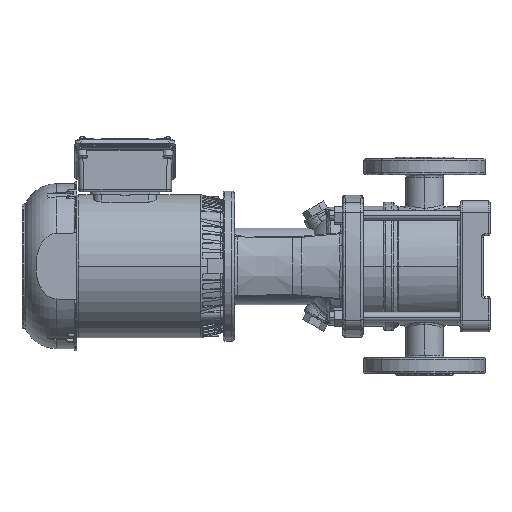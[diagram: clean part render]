
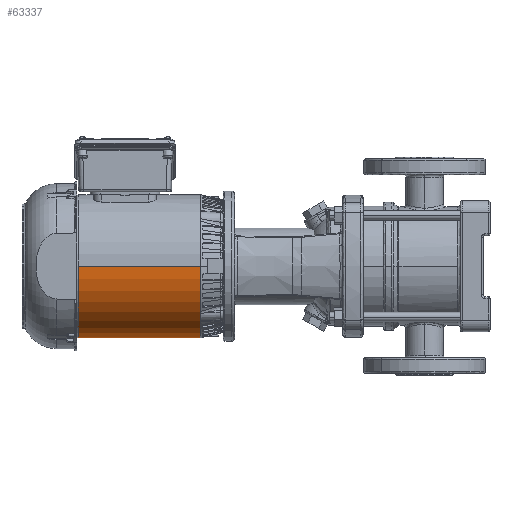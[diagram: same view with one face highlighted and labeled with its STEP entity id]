
A CAD part, left-side view. The second image highlights one B-rep face of the part: STEP entity #63337.
In plain terms, the highlighted cylindrical face has radius 81.875 mm (diameter 163.75 mm), a partial arc.
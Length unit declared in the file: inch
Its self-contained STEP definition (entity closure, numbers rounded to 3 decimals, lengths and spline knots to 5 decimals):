
#5628 = CARTESIAN_POINT ( 'NONE',  ( 3.52765, -2.54755, 0. ) ) ;
#6042 = EDGE_CURVE ( 'NONE', #8467, #8290, #55430, .T. ) ;
#8290 = VERTEX_POINT ( 'NONE', #70698 ) ;
#8467 = VERTEX_POINT ( 'NONE', #99162 ) ;
#9941 = DIRECTION ( 'NONE',  ( 1., 0., 0. ) ) ;
#10512 = CARTESIAN_POINT ( 'NONE',  ( -1.98416, 0.67588, 0. ) ) ;
#12951 = CARTESIAN_POINT ( 'NONE',  ( 24.55814, 0.67588, 0. ) ) ;
#17315 = EDGE_LOOP ( 'NONE', ( #81425, #105423, #71787, #93209 ) ) ;
#20095 = DIRECTION ( 'NONE',  ( 0., -1., 0. ) ) ;
#21589 = EDGE_CURVE ( 'NONE', #8467, #34013, #31134, .T. ) ;
#22172 = CARTESIAN_POINT ( 'NONE',  ( 24.55814, -2.54755, 0. ) ) ;
#24356 = DIRECTION ( 'NONE',  ( 0., 1., 0. ) ) ;
#24746 = EDGE_CURVE ( 'NONE', #61479, #34013, #75199, .T. ) ;
#29313 = DIRECTION ( 'NONE',  ( -1., 0., 0. ) ) ;
#29467 = DIRECTION ( 'NONE',  ( -1., 0., 0. ) ) ;
#31134 = CIRCLE ( 'NONE', #99571, 3.22343 ) ;
#34013 = VERTEX_POINT ( 'NONE', #5628 ) ;
#41157 = EDGE_CURVE ( 'NONE', #61479, #8290, #93176, .T. ) ;
#49725 = CARTESIAN_POINT ( 'NONE',  ( 3.52765, 0.67588, 0. ) ) ;
#55430 = LINE ( 'NONE', #73465, #70175 ) ;
#61479 = VERTEX_POINT ( 'NONE', #91457 ) ;
#63337 = ADVANCED_FACE ( 'NONE', ( #81770 ), #90766, .T. ) ;
#69734 = AXIS2_PLACEMENT_3D ( 'NONE', #10512, #9941, #20095 ) ;
#70175 = VECTOR ( 'NONE', #29467, 39.37008 ) ;
#70698 = CARTESIAN_POINT ( 'NONE',  ( -1.98416, 0.67588, -3.22343 ) ) ;
#71787 = ORIENTED_EDGE ( 'NONE', *, *, #24746, .F. ) ;
#73465 = CARTESIAN_POINT ( 'NONE',  ( 24.55814, 0.67588, -3.22343 ) ) ;
#73878 = DIRECTION ( 'NONE',  ( 0., 0., 1. ) ) ;
#75199 = LINE ( 'NONE', #22172, #88973 ) ;
#81425 = ORIENTED_EDGE ( 'NONE', *, *, #6042, .F. ) ;
#81770 = FACE_OUTER_BOUND ( 'NONE', #17315, .T. ) ;
#84698 = DIRECTION ( 'NONE',  ( -1., 0., 0. ) ) ;
#88973 = VECTOR ( 'NONE', #101132, 39.37008 ) ;
#90766 = CYLINDRICAL_SURFACE ( 'NONE', #109554, 3.22343 ) ;
#91457 = CARTESIAN_POINT ( 'NONE',  ( -1.98416, -2.54755, 0. ) ) ;
#93176 = CIRCLE ( 'NONE', #69734, 3.22343 ) ;
#93209 = ORIENTED_EDGE ( 'NONE', *, *, #41157, .T. ) ;
#99162 = CARTESIAN_POINT ( 'NONE',  ( 3.52765, 0.67588, -3.22343 ) ) ;
#99571 = AXIS2_PLACEMENT_3D ( 'NONE', #49725, #84698, #24356 ) ;
#101132 = DIRECTION ( 'NONE',  ( 1., 0., 0. ) ) ;
#105423 = ORIENTED_EDGE ( 'NONE', *, *, #21589, .T. ) ;
#109554 = AXIS2_PLACEMENT_3D ( 'NONE', #12951, #29313, #73878 ) ;
